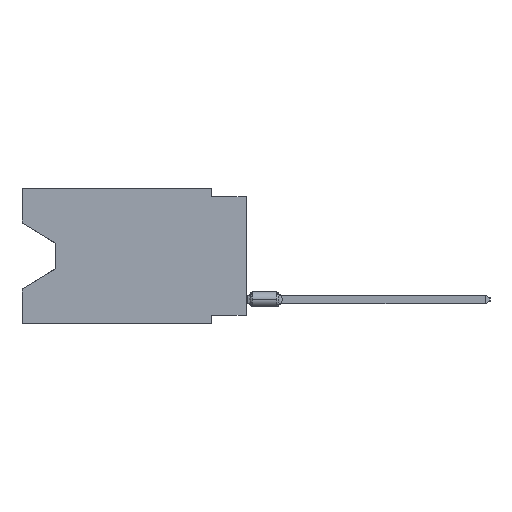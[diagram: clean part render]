
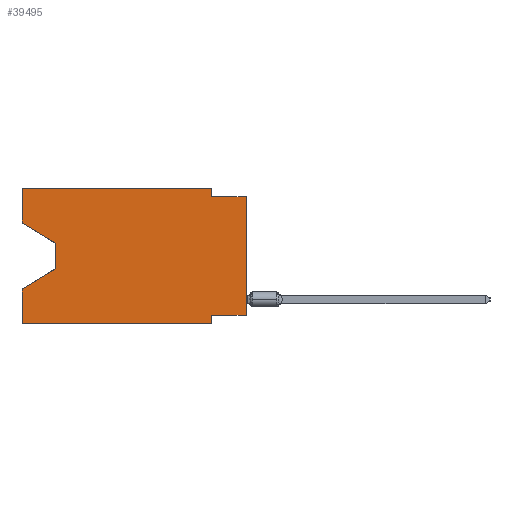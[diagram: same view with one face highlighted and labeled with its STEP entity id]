
A CAD part, left-side view. The second image highlights one B-rep face of the part: STEP entity #39495.
In plain terms, the highlighted planar face has unit normal (-1, 0, 0).
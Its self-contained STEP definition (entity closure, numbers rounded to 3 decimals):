
#3094 = CARTESIAN_POINT ( 'NONE',  ( 0., 16.383, 0. ) ) ;
#3135 = CARTESIAN_POINT ( 'NONE',  ( 0., 16.383, -2.546 ) ) ;
#3661 = VECTOR ( 'NONE', #8427, 1000. ) ;
#5339 = CARTESIAN_POINT ( 'NONE',  ( 0., 0., 0. ) ) ;
#5749 = LINE ( 'NONE', #66766, #16910 ) ;
#5754 = CARTESIAN_POINT ( 'NONE',  ( 0., 13.97, -5.893 ) ) ;
#6289 = VERTEX_POINT ( 'NONE', #72309 ) ;
#6297 = EDGE_CURVE ( 'NONE', #34588, #12545, #5749, .T. ) ;
#6765 = CARTESIAN_POINT ( 'NONE',  ( 0., 16.383, -7.36 ) ) ;
#7459 = ORIENTED_EDGE ( 'NONE', *, *, #37013, .T. ) ;
#8427 = DIRECTION ( 'NONE',  ( 0., 0., 1. ) ) ;
#8600 = LINE ( 'NONE', #47009, #39457 ) ;
#9308 = LINE ( 'NONE', #48483, #34489 ) ;
#9365 = VERTEX_POINT ( 'NONE', #6765 ) ;
#10496 = FACE_OUTER_BOUND ( 'NONE', #15726, .T. ) ;
#10706 = CARTESIAN_POINT ( 'NONE',  ( 0., 2.54, -9.906 ) ) ;
#11229 = CARTESIAN_POINT ( 'NONE',  ( 0., 16.383, 0. ) ) ;
#11369 = VERTEX_POINT ( 'NONE', #10706 ) ;
#11570 = EDGE_CURVE ( 'NONE', #37527, #11369, #64855, .T. ) ;
#12212 = ORIENTED_EDGE ( 'NONE', *, *, #48207, .F. ) ;
#12545 = VERTEX_POINT ( 'NONE', #36110 ) ;
#13165 = CARTESIAN_POINT ( 'NONE',  ( 0., 16.383, -2.546 ) ) ;
#15726 = EDGE_LOOP ( 'NONE', ( #62340, #70717, #70954, #28304, #63180, #43006, #49429, #7459, #65569, #68674, #19529, #12212 ) ) ;
#16152 = DIRECTION ( 'NONE',  ( 0., 0., -1. ) ) ;
#16871 = DIRECTION ( 'NONE',  ( 0., -1., 0. ) ) ;
#16910 = VECTOR ( 'NONE', #16152, 1000. ) ;
#17239 = DIRECTION ( 'NONE',  ( 0., 0.855, -0.519 ) ) ;
#17897 = AXIS2_PLACEMENT_3D ( 'NONE', #11229, #55563, #72205 ) ;
#19116 = VERTEX_POINT ( 'NONE', #28670 ) ;
#19529 = ORIENTED_EDGE ( 'NONE', *, *, #21855, .F. ) ;
#21855 = EDGE_CURVE ( 'NONE', #27644, #34588, #8600, .T. ) ;
#22967 = EDGE_CURVE ( 'NONE', #27823, #69237, #40378, .T. ) ;
#22999 = VECTOR ( 'NONE', #17239, 1000. ) ;
#23704 = CARTESIAN_POINT ( 'NONE',  ( 0., 16.383, -9.906 ) ) ;
#23753 = CARTESIAN_POINT ( 'NONE',  ( 0., 13.97, -4.013 ) ) ;
#24691 = VECTOR ( 'NONE', #68130, 1000. ) ;
#27127 = VECTOR ( 'NONE', #65588, 1000. ) ;
#27644 = VERTEX_POINT ( 'NONE', #58045 ) ;
#27823 = VERTEX_POINT ( 'NONE', #43328 ) ;
#28304 = ORIENTED_EDGE ( 'NONE', *, *, #40570, .F. ) ;
#28670 = CARTESIAN_POINT ( 'NONE',  ( 0., 2.54, -9.271 ) ) ;
#31245 = DIRECTION ( 'NONE',  ( 0., -1., 0. ) ) ;
#33197 = DIRECTION ( 'NONE',  ( 0., 0., -1. ) ) ;
#33842 = CARTESIAN_POINT ( 'NONE',  ( 0., 0., -0.635 ) ) ;
#34426 = EDGE_CURVE ( 'NONE', #19116, #11369, #71999, .T. ) ;
#34489 = VECTOR ( 'NONE', #71018, 1000. ) ;
#34588 = VERTEX_POINT ( 'NONE', #52003 ) ;
#36110 = CARTESIAN_POINT ( 'NONE',  ( 0., 2.54, -0.635 ) ) ;
#36783 = CARTESIAN_POINT ( 'NONE',  ( 0., 16.383, -9.906 ) ) ;
#36986 = CARTESIAN_POINT ( 'NONE',  ( 0., 0., -9.271 ) ) ;
#37013 = EDGE_CURVE ( 'NONE', #54985, #6289, #55969, .T. ) ;
#37527 = VERTEX_POINT ( 'NONE', #23704 ) ;
#37644 = CARTESIAN_POINT ( 'NONE',  ( 0., 2.54, -9.906 ) ) ;
#39457 = VECTOR ( 'NONE', #53293, 1000. ) ;
#39495 = ADVANCED_FACE ( 'NONE', ( #10496 ), #44478, .F. ) ;
#39753 = LINE ( 'NONE', #5754, #22999 ) ;
#40258 = DIRECTION ( 'NONE',  ( 0., 0., 1. ) ) ;
#40378 = LINE ( 'NONE', #23753, #72103 ) ;
#40570 = EDGE_CURVE ( 'NONE', #37527, #9365, #47211, .T. ) ;
#43006 = ORIENTED_EDGE ( 'NONE', *, *, #34426, .F. ) ;
#43316 = VECTOR ( 'NONE', #31245, 1000. ) ;
#43328 = CARTESIAN_POINT ( 'NONE',  ( 0., 13.97, -4.013 ) ) ;
#44383 = VERTEX_POINT ( 'NONE', #13165 ) ;
#44478 = PLANE ( 'NONE',  #17897 ) ;
#46924 = EDGE_CURVE ( 'NONE', #69237, #9365, #39753, .T. ) ;
#47009 = CARTESIAN_POINT ( 'NONE',  ( 0., 16.383, 0. ) ) ;
#47211 = LINE ( 'NONE', #69744, #3661 ) ;
#47866 = LINE ( 'NONE', #3135, #27127 ) ;
#48207 = EDGE_CURVE ( 'NONE', #44383, #27644, #53724, .T. ) ;
#48483 = CARTESIAN_POINT ( 'NONE',  ( 0., 0., -9.271 ) ) ;
#49429 = ORIENTED_EDGE ( 'NONE', *, *, #62119, .F. ) ;
#49703 = VECTOR ( 'NONE', #16871, 1000. ) ;
#51482 = DIRECTION ( 'NONE',  ( 0., 0., -1. ) ) ;
#52003 = CARTESIAN_POINT ( 'NONE',  ( 0., 2.54, 0. ) ) ;
#53293 = DIRECTION ( 'NONE',  ( 0., -1., 0. ) ) ;
#53703 = CARTESIAN_POINT ( 'NONE',  ( 0., 13.97, -5.893 ) ) ;
#53724 = LINE ( 'NONE', #3094, #72669 ) ;
#54985 = VERTEX_POINT ( 'NONE', #36986 ) ;
#55563 = DIRECTION ( 'NONE',  ( 1., 0., 0. ) ) ;
#55969 = LINE ( 'NONE', #5339, #24691 ) ;
#57040 = VECTOR ( 'NONE', #33197, 1000. ) ;
#58045 = CARTESIAN_POINT ( 'NONE',  ( 0., 16.383, 0. ) ) ;
#61929 = LINE ( 'NONE', #33842, #49703 ) ;
#62119 = EDGE_CURVE ( 'NONE', #54985, #19116, #9308, .T. ) ;
#62340 = ORIENTED_EDGE ( 'NONE', *, *, #64104, .T. ) ;
#63180 = ORIENTED_EDGE ( 'NONE', *, *, #11570, .T. ) ;
#64104 = EDGE_CURVE ( 'NONE', #44383, #27823, #47866, .T. ) ;
#64855 = LINE ( 'NONE', #36783, #43316 ) ;
#65569 = ORIENTED_EDGE ( 'NONE', *, *, #67397, .F. ) ;
#65588 = DIRECTION ( 'NONE',  ( 0., -0.855, -0.519 ) ) ;
#66766 = CARTESIAN_POINT ( 'NONE',  ( 0., 2.54, 0. ) ) ;
#67397 = EDGE_CURVE ( 'NONE', #12545, #6289, #61929, .T. ) ;
#68130 = DIRECTION ( 'NONE',  ( 0., 0., 1. ) ) ;
#68674 = ORIENTED_EDGE ( 'NONE', *, *, #6297, .F. ) ;
#69237 = VERTEX_POINT ( 'NONE', #53703 ) ;
#69744 = CARTESIAN_POINT ( 'NONE',  ( 0., 16.383, 0. ) ) ;
#70717 = ORIENTED_EDGE ( 'NONE', *, *, #22967, .T. ) ;
#70954 = ORIENTED_EDGE ( 'NONE', *, *, #46924, .T. ) ;
#71018 = DIRECTION ( 'NONE',  ( 0., 1., 0. ) ) ;
#71999 = LINE ( 'NONE', #37644, #57040 ) ;
#72103 = VECTOR ( 'NONE', #51482, 1000. ) ;
#72205 = DIRECTION ( 'NONE',  ( 0., 0., -1. ) ) ;
#72309 = CARTESIAN_POINT ( 'NONE',  ( 0., 0., -0.635 ) ) ;
#72669 = VECTOR ( 'NONE', #40258, 1000. ) ;
